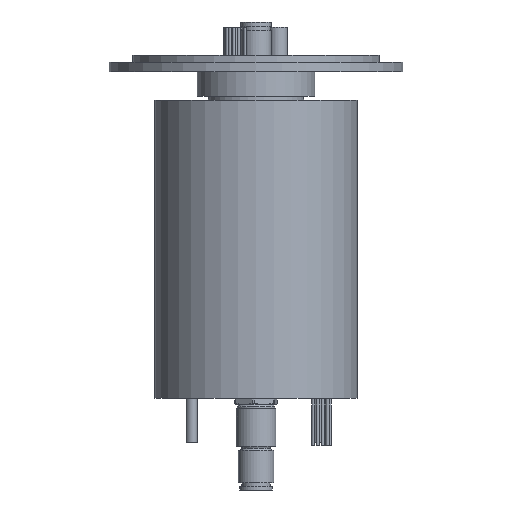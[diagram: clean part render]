
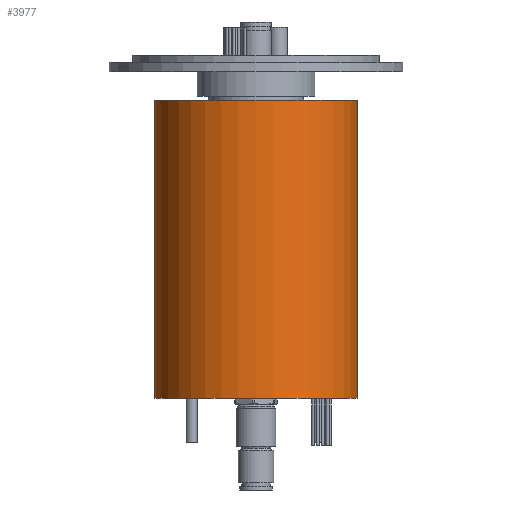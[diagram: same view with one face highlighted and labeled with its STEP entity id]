
A CAD part, front view. The second image highlights one B-rep face of the part: STEP entity #3977.
In plain terms, the highlighted cylindrical face has radius 43 mm (diameter 86 mm), a partial arc.
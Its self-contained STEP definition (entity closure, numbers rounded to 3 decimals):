
#401 = ORIENTED_EDGE ( 'NONE', *, *, #1242, .F. ) ;
#516 = CARTESIAN_POINT ( 'NONE',  ( -43., 0., 126.8 ) ) ;
#629 = DIRECTION ( 'NONE',  ( -1., 0., 0. ) ) ;
#806 = FACE_OUTER_BOUND ( 'NONE', #3448, .T. ) ;
#1102 = CARTESIAN_POINT ( 'NONE',  ( 0., 0., 126.8 ) ) ;
#1191 = CIRCLE ( 'NONE', #3770, 43. ) ;
#1242 = EDGE_CURVE ( 'NONE', #1341, #5160, #2560, .T. ) ;
#1341 = VERTEX_POINT ( 'NONE', #3593 ) ;
#1570 = DIRECTION ( 'NONE',  ( 1., 0., 0. ) ) ;
#1586 = ORIENTED_EDGE ( 'NONE', *, *, #3197, .F. ) ;
#1645 = CARTESIAN_POINT ( 'NONE',  ( 0., 0., 0. ) ) ;
#1900 = ORIENTED_EDGE ( 'NONE', *, *, #5521, .T. ) ;
#1910 = CYLINDRICAL_SURFACE ( 'NONE', #3539, 43. ) ;
#2131 = DIRECTION ( 'NONE',  ( 1., 0., 0. ) ) ;
#2262 = DIRECTION ( 'NONE',  ( 0., 0., -1. ) ) ;
#2560 = CIRCLE ( 'NONE', #4327, 43. ) ;
#3079 = CARTESIAN_POINT ( 'NONE',  ( 43., 0., 126.8 ) ) ;
#3081 = VECTOR ( 'NONE', #2262, 1000. ) ;
#3197 = EDGE_CURVE ( 'NONE', #5160, #5361, #5622, .T. ) ;
#3448 = EDGE_LOOP ( 'NONE', ( #1586, #401, #1900, #4100 ) ) ;
#3539 = AXIS2_PLACEMENT_3D ( 'NONE', #4450, #4946, #629 ) ;
#3588 = EDGE_CURVE ( 'NONE', #3666, #5361, #1191, .T. ) ;
#3593 = CARTESIAN_POINT ( 'NONE',  ( -43., 0., 126.8 ) ) ;
#3666 = VERTEX_POINT ( 'NONE', #6012 ) ;
#3770 = AXIS2_PLACEMENT_3D ( 'NONE', #1645, #5016, #2131 ) ;
#3866 = DIRECTION ( 'NONE',  ( 0., 0., -1. ) ) ;
#3977 = ADVANCED_FACE ( 'NONE', ( #806 ), #1910, .T. ) ;
#4100 = ORIENTED_EDGE ( 'NONE', *, *, #3588, .T. ) ;
#4223 = CARTESIAN_POINT ( 'NONE',  ( 43., 0., 0. ) ) ;
#4327 = AXIS2_PLACEMENT_3D ( 'NONE', #1102, #4442, #1570 ) ;
#4442 = DIRECTION ( 'NONE',  ( 0., 0., 1. ) ) ;
#4450 = CARTESIAN_POINT ( 'NONE',  ( 0., 0., 126.8 ) ) ;
#4674 = CARTESIAN_POINT ( 'NONE',  ( 43., 0., 126.8 ) ) ;
#4837 = VECTOR ( 'NONE', #3866, 1000. ) ;
#4946 = DIRECTION ( 'NONE',  ( 0., 0., -1. ) ) ;
#4997 = LINE ( 'NONE', #516, #4837 ) ;
#5016 = DIRECTION ( 'NONE',  ( 0., 0., 1. ) ) ;
#5160 = VERTEX_POINT ( 'NONE', #3079 ) ;
#5361 = VERTEX_POINT ( 'NONE', #4223 ) ;
#5521 = EDGE_CURVE ( 'NONE', #1341, #3666, #4997, .T. ) ;
#5622 = LINE ( 'NONE', #4674, #3081 ) ;
#6012 = CARTESIAN_POINT ( 'NONE',  ( -43., 0., 0. ) ) ;
